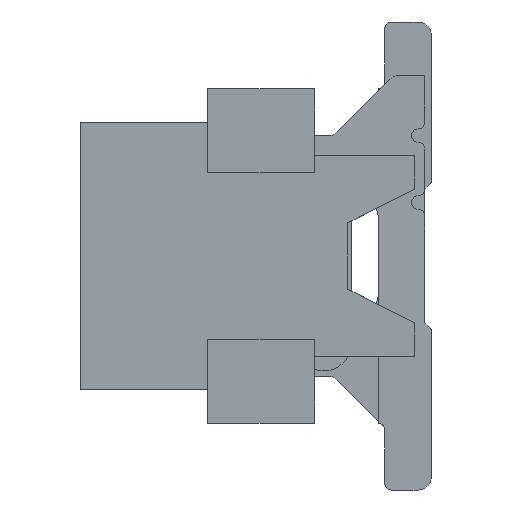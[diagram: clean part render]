
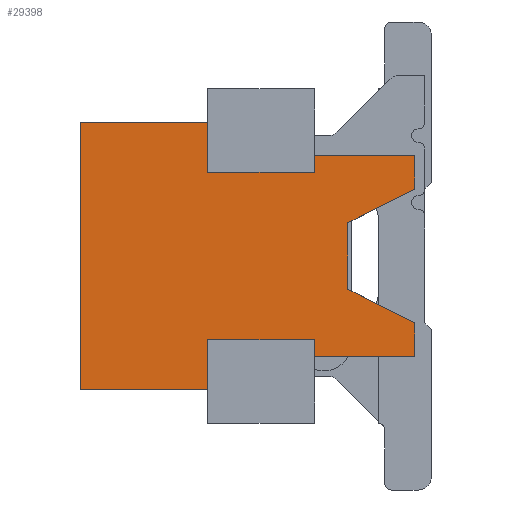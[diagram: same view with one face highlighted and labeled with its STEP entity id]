
A CAD part, left-side view. The second image highlights one B-rep face of the part: STEP entity #29398.
In plain terms, the highlighted planar face has unit normal (-1, 0, 0).
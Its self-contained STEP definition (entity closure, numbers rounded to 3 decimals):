
#409=DIRECTION('',(0.,0.,-1.));
#410=VECTOR('',#409,0.75);
#411=CARTESIAN_POINT('',(-6.55,3.35,2.));
#412=LINE('',#411,#410);
#451=DIRECTION('',(0.,0.,-1.));
#452=VECTOR('',#451,0.75);
#453=CARTESIAN_POINT('',(-6.55,3.35,-1.25));
#454=LINE('',#453,#452);
#675=DIRECTION('',(0.,-1.,0.));
#676=VECTOR('',#675,1.9);
#677=CARTESIAN_POINT('',(-6.55,5.25,-2.));
#678=LINE('',#677,#676);
#857=DIRECTION('',(0.,-1.,0.));
#858=VECTOR('',#857,1.6);
#859=CARTESIAN_POINT('',(-6.55,3.35,1.25));
#860=LINE('',#859,#858);
#864=DIRECTION('',(0.,1.,0.));
#865=VECTOR('',#864,1.5);
#866=CARTESIAN_POINT('',(-6.55,0.25,1.5));
#867=LINE('',#866,#865);
#871=DIRECTION('',(0.,0.,1.));
#872=VECTOR('',#871,0.5);
#873=CARTESIAN_POINT('',(-6.55,0.25,1.));
#874=LINE('',#873,#872);
#878=DIRECTION('',(0.,0.894,-0.447));
#879=VECTOR('',#878,1.118);
#880=CARTESIAN_POINT('',(-6.55,0.25,1.));
#881=LINE('',#880,#879);
#885=DIRECTION('',(0.,0.,-1.));
#886=VECTOR('',#885,1.);
#887=CARTESIAN_POINT('',(-6.55,1.25,0.5));
#888=LINE('',#887,#886);
#892=DIRECTION('',(0.,-0.894,-0.447));
#893=VECTOR('',#892,1.118);
#894=CARTESIAN_POINT('',(-6.55,1.25,-0.5));
#895=LINE('',#894,#893);
#899=DIRECTION('',(0.,0.,1.));
#900=VECTOR('',#899,0.5);
#901=CARTESIAN_POINT('',(-6.55,0.25,-1.5));
#902=LINE('',#901,#900);
#906=DIRECTION('',(0.,-1.,0.));
#907=VECTOR('',#906,1.5);
#908=CARTESIAN_POINT('',(-6.55,1.75,-1.5));
#909=LINE('',#908,#907);
#913=DIRECTION('',(0.,-1.,0.));
#914=VECTOR('',#913,1.9);
#915=CARTESIAN_POINT('',(-6.55,5.25,2.));
#916=LINE('',#915,#914);
#1823=DIRECTION('',(0.,0.,1.));
#1824=VECTOR('',#1823,0.25);
#1825=CARTESIAN_POINT('',(-6.55,1.75,-1.5));
#1826=LINE('',#1825,#1824);
#1844=DIRECTION('',(0.,0.,1.));
#1845=VECTOR('',#1844,0.25);
#1846=CARTESIAN_POINT('',(-6.55,1.75,1.25));
#1847=LINE('',#1846,#1845);
#4718=DIRECTION('',(0.,0.,-1.));
#4719=VECTOR('',#4718,4.);
#4720=CARTESIAN_POINT('',(-6.55,5.25,2.));
#4721=LINE('',#4720,#4719);
#23844=DIRECTION('',(0.,-1.,0.));
#23845=VECTOR('',#23844,1.6);
#23846=CARTESIAN_POINT('',(-6.55,3.35,-1.25));
#23847=LINE('',#23846,#23845);
#23993=CARTESIAN_POINT('',(-6.55,5.25,-2.));
#23994=CARTESIAN_POINT('',(-6.55,3.35,-2.));
#23995=VERTEX_POINT('',#23993);
#23996=VERTEX_POINT('',#23994);
#24001=CARTESIAN_POINT('',(-6.55,5.25,2.));
#24002=CARTESIAN_POINT('',(-6.55,3.35,2.));
#24003=VERTEX_POINT('',#24001);
#24004=VERTEX_POINT('',#24002);
#24013=CARTESIAN_POINT('',(-6.55,0.25,1.5));
#24014=CARTESIAN_POINT('',(-6.55,1.75,1.5));
#24015=VERTEX_POINT('',#24013);
#24016=VERTEX_POINT('',#24014);
#24017=CARTESIAN_POINT('',(-6.55,1.75,-1.5));
#24018=CARTESIAN_POINT('',(-6.55,0.25,-1.5));
#24019=VERTEX_POINT('',#24017);
#24020=VERTEX_POINT('',#24018);
#24025=CARTESIAN_POINT('',(-6.55,0.25,1.));
#24026=CARTESIAN_POINT('',(-6.55,1.25,0.5));
#24027=VERTEX_POINT('',#24025);
#24028=VERTEX_POINT('',#24026);
#24029=CARTESIAN_POINT('',(-6.55,1.25,-0.5));
#24030=VERTEX_POINT('',#24029);
#24031=CARTESIAN_POINT('',(-6.55,0.25,-1.));
#24032=VERTEX_POINT('',#24031);
#24865=CARTESIAN_POINT('',(-6.55,1.75,1.25));
#24866=VERTEX_POINT('',#24865);
#24867=CARTESIAN_POINT('',(-6.55,1.75,-1.25));
#24868=VERTEX_POINT('',#24867);
#24869=CARTESIAN_POINT('',(-6.55,3.35,1.25));
#24870=VERTEX_POINT('',#24869);
#24871=CARTESIAN_POINT('',(-6.55,3.35,-1.25));
#24872=VERTEX_POINT('',#24871);
#29363=CARTESIAN_POINT('',(-6.55,5.25,2.));
#29364=DIRECTION('',(1.,0.,0.));
#29365=DIRECTION('',(0.,0.,-1.));
#29366=AXIS2_PLACEMENT_3D('',#29363,#29364,#29365);
#29367=PLANE('',#29366);
#29369=ORIENTED_EDGE('',*,*,#29368,.T.);
#29371=ORIENTED_EDGE('',*,*,#29370,.T.);
#29373=ORIENTED_EDGE('',*,*,#29372,.F.);
#29375=ORIENTED_EDGE('',*,*,#29374,.F.);
#29377=ORIENTED_EDGE('',*,*,#29376,.T.);
#29379=ORIENTED_EDGE('',*,*,#29378,.T.);
#29381=ORIENTED_EDGE('',*,*,#29380,.T.);
#29383=ORIENTED_EDGE('',*,*,#29382,.F.);
#29385=ORIENTED_EDGE('',*,*,#29384,.F.);
#29387=ORIENTED_EDGE('',*,*,#29386,.T.);
#29389=ORIENTED_EDGE('',*,*,#29388,.F.);
#29390=ORIENTED_EDGE('',*,*,#28692,.T.);
#29391=ORIENTED_EDGE('',*,*,#28888,.F.);
#29393=ORIENTED_EDGE('',*,*,#29392,.F.);
#29394=ORIENTED_EDGE('',*,*,#28998,.T.);
#29395=ORIENTED_EDGE('',*,*,#28653,.T.);
#29396=EDGE_LOOP('',(#29369,#29371,#29373,#29375,#29377,#29379,#29381,#29383,
#29385,#29387,#29389,#29390,#29391,#29393,#29394,#29395));
#29397=FACE_OUTER_BOUND('',#29396,.F.);
#29398=ADVANCED_FACE('',(#29397),#29367,.F.);
#28653=EDGE_CURVE('',#24004,#24870,#412,.T.);
#28692=EDGE_CURVE('',#24872,#23996,#454,.T.);
#28888=EDGE_CURVE('',#23995,#23996,#678,.T.);
#28998=EDGE_CURVE('',#24003,#24004,#916,.T.);
#29368=EDGE_CURVE('',#24870,#24866,#860,.T.);
#29370=EDGE_CURVE('',#24866,#24016,#1847,.T.);
#29372=EDGE_CURVE('',#24015,#24016,#867,.T.);
#29374=EDGE_CURVE('',#24027,#24015,#874,.T.);
#29376=EDGE_CURVE('',#24027,#24028,#881,.T.);
#29378=EDGE_CURVE('',#24028,#24030,#888,.T.);
#29380=EDGE_CURVE('',#24030,#24032,#895,.T.);
#29382=EDGE_CURVE('',#24020,#24032,#902,.T.);
#29384=EDGE_CURVE('',#24019,#24020,#909,.T.);
#29386=EDGE_CURVE('',#24019,#24868,#1826,.T.);
#29388=EDGE_CURVE('',#24872,#24868,#23847,.T.);
#29392=EDGE_CURVE('',#24003,#23995,#4721,.T.);
